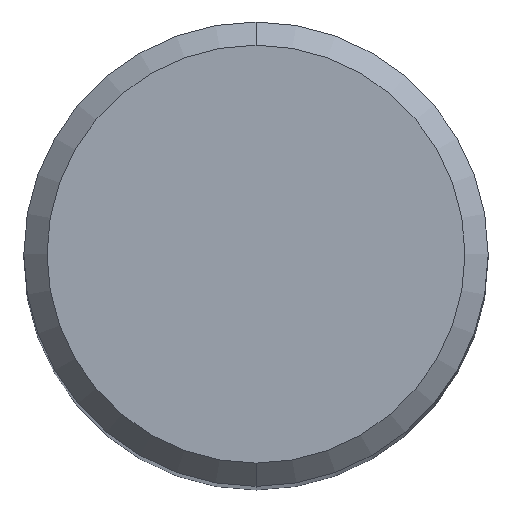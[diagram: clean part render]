
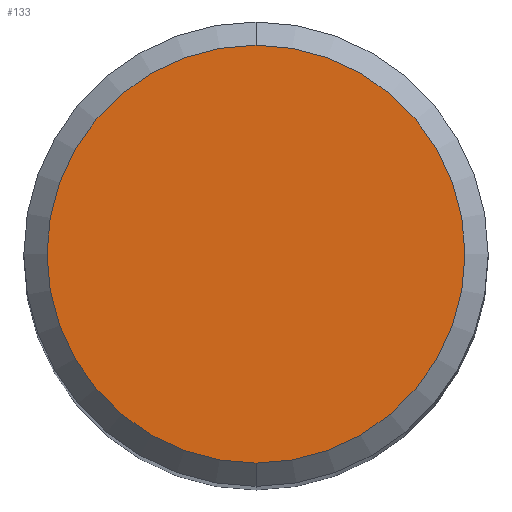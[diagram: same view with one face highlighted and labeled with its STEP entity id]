
A CAD part, top view. The second image highlights one B-rep face of the part: STEP entity #133.
In plain terms, the highlighted planar face has unit normal (0, 0, 1).
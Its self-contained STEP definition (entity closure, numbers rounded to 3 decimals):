
#99=VERTEX_POINT('',#250);
#123=VERTEX_POINT('',#278);
#133=ADVANCED_FACE('',(#289),#290,.T.);
#177=EDGE_CURVE('',#99,#123,#339,.T.);
#191=EDGE_CURVE('',#123,#99,#355,.T.);
#250=CARTESIAN_POINT('',(0.0,4.5,0.0));
#278=CARTESIAN_POINT('',(0.,-4.5,0.0));
#289=FACE_OUTER_BOUND('',#454,.T.);
#290=PLANE('',#455);
#339=CIRCLE('',#519,4.5);
#355=CIRCLE('',#539,4.5);
#454=EDGE_LOOP('',(#653,#654));
#455=AXIS2_PLACEMENT_3D('',#655,#656,#657);
#519=AXIS2_PLACEMENT_3D('',#719,#720,#721);
#539=AXIS2_PLACEMENT_3D('',#741,#742,#743);
#653=ORIENTED_EDGE('',*,*,#177,.F.);
#654=ORIENTED_EDGE('',*,*,#191,.F.);
#655=CARTESIAN_POINT('',(0.0,2.25,0.0));
#656=DIRECTION('',(-0.0,0.0,1.0));
#657=DIRECTION('',(0.0,-1.0,0.0));
#719=CARTESIAN_POINT('',(0.0,0.0,0.0));
#720=DIRECTION('',(0.0,0.0,-1.0));
#721=DIRECTION('',(0.0,1.0,0.0));
#741=CARTESIAN_POINT('',(0.0,0.0,0.0));
#742=DIRECTION('',(0.0,0.0,-1.0));
#743=DIRECTION('',(0.0,1.0,0.0));
